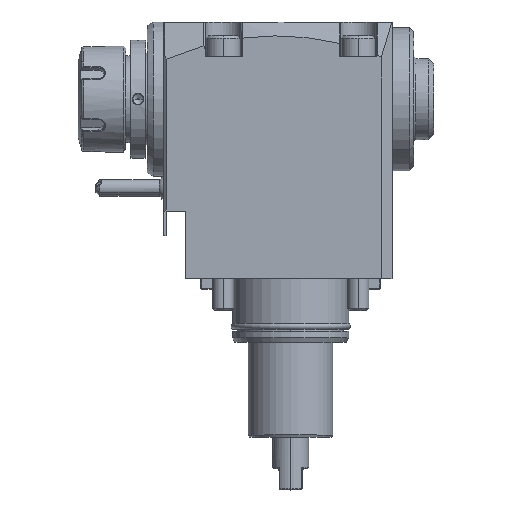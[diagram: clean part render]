
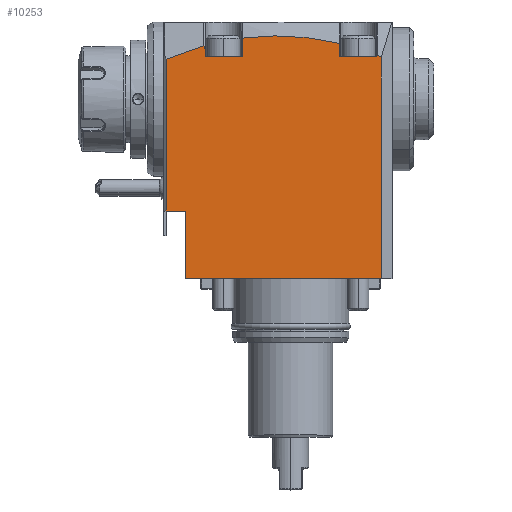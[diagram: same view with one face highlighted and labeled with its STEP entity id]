
A CAD part, top view. The second image highlights one B-rep face of the part: STEP entity #10253.
In plain terms, the highlighted planar face has unit normal (0, 0, 1).
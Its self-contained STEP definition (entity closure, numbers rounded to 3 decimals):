
#2205=DIRECTION('',(0.,1.,0.));
#2206=VECTOR('',#2205,104.954);
#2207=CARTESIAN_POINT('',(103.,0.,42.5));
#2208=LINE('',#2207,#2206);
#2222=CARTESIAN_POINT('',(103.,104.954,42.5));
#2236=DIRECTION('',(-1.,0.,0.));
#2237=VECTOR('',#2236,93.);
#2238=CARTESIAN_POINT('',(103.,0.,42.5));
#2239=LINE('',#2238,#2237);
#2759=DIRECTION('',(0.,1.,0.));
#2760=VECTOR('',#2759,32.);
#2761=CARTESIAN_POINT('',(10.,0.,42.5));
#2762=LINE('',#2761,#2760);
#2763=DIRECTION('',(1.,0.,0.));
#2764=VECTOR('',#2763,9.);
#2765=CARTESIAN_POINT('',(1.,32.,42.5));
#2766=LINE('',#2765,#2764);
#2767=DIRECTION('',(0.,1.,0.));
#2768=VECTOR('',#2767,71.4);
#2769=CARTESIAN_POINT('',(1.,32.5,42.5));
#2770=LINE('',#2769,#2768);
#2771=CARTESIAN_POINT('',(18.964,110.187,42.5));
#2772=CARTESIAN_POINT('',(12.837,108.491,42.5));
#2773=CARTESIAN_POINT('',(6.855,106.378,42.5));
#2774=CARTESIAN_POINT('',(1.,103.9,42.5));
#2776=DIRECTION('',(-0.268,0.963,0.));
#2777=VECTOR('',#2776,2.);
#2778=CARTESIAN_POINT('',(19.5,108.26,42.5));
#2779=LINE('',#2778,#2777);
#2780=DIRECTION('',(0.,-1.,0.));
#2781=VECTOR('',#2780,3.26);
#2782=CARTESIAN_POINT('',(19.5,108.26,42.5));
#2783=LINE('',#2782,#2781);
#2784=DIRECTION('',(0.,-1.,0.));
#2785=VECTOR('',#2784,8.865);
#2786=CARTESIAN_POINT('',(37.,113.865,42.5));
#2787=LINE('',#2786,#2785);
#2788=CARTESIAN_POINT('',(37.,113.865,42.5));
#2789=CARTESIAN_POINT('',(52.484,115.895,42.5));
#2790=CARTESIAN_POINT('',(67.814,115.013,42.5));
#2791=CARTESIAN_POINT('',(83.,111.373,42.5));
#2793=DIRECTION('',(0.,1.,0.));
#2794=VECTOR('',#2793,6.373);
#2795=CARTESIAN_POINT('',(83.,105.,42.5));
#2796=LINE('',#2795,#2794);
#2797=DIRECTION('',(-0.275,-0.961,0.));
#2798=VECTOR('',#2797,0.752);
#2799=CARTESIAN_POINT('',(101.05,105.723,42.5));
#2800=LINE('',#2799,#2798);
#2801=CARTESIAN_POINT('',(101.05,105.723,42.5));
#2802=CARTESIAN_POINT('',(101.702,105.471,42.5));
#2803=CARTESIAN_POINT('',(102.352,105.215,42.5));
#2804=CARTESIAN_POINT('',(103.,104.954,42.5));
#2806=DIRECTION('',(0.,1.,0.));
#2807=VECTOR('',#2806,0.5);
#2808=CARTESIAN_POINT('',(1.,32.,42.5));
#2809=LINE('',#2808,#2807);
#2830=CARTESIAN_POINT('',(1.,103.9,42.5));
#3084=DIRECTION('',(-1.,0.,0.));
#3085=VECTOR('',#3084,17.843);
#3086=CARTESIAN_POINT('',(100.843,105.,42.5));
#3087=LINE('',#3086,#3085);
#3128=CARTESIAN_POINT('',(37.,113.865,42.5));
#3146=DIRECTION('',(-1.,0.,0.));
#3147=VECTOR('',#3146,17.5);
#3148=CARTESIAN_POINT('',(37.,105.,42.5));
#3149=LINE('',#3148,#3147);
#5099=CARTESIAN_POINT('',(19.5,105.,42.5));
#5100=VERTEX_POINT('',#5099);
#5103=VERTEX_POINT('',#2830);
#5117=VERTEX_POINT('',#2222);
#5126=CARTESIAN_POINT('',(19.5,108.26,42.5));
#5127=CARTESIAN_POINT('',(18.964,110.187,42.5));
#5128=VERTEX_POINT('',#5126);
#5129=VERTEX_POINT('',#5127);
#5130=CARTESIAN_POINT('',(101.05,105.723,42.5));
#5131=VERTEX_POINT('',#5130);
#5133=VERTEX_POINT('',#3128);
#5134=CARTESIAN_POINT('',(37.,105.,42.5));
#5135=VERTEX_POINT('',#5134);
#5156=VERTEX_POINT('',#2791);
#5167=CARTESIAN_POINT('',(100.843,105.,42.5));
#5168=VERTEX_POINT('',#5167);
#5174=CARTESIAN_POINT('',(83.,105.,42.5));
#5176=VERTEX_POINT('',#5174);
#5766=CARTESIAN_POINT('',(103.,0.,42.5));
#5767=VERTEX_POINT('',#5766);
#5817=CARTESIAN_POINT('',(10.,0.,42.5));
#5819=VERTEX_POINT('',#5817);
#5820=CARTESIAN_POINT('',(1.,32.,42.5));
#5821=CARTESIAN_POINT('',(10.,32.,42.5));
#5822=VERTEX_POINT('',#5820);
#5823=VERTEX_POINT('',#5821);
#5873=CARTESIAN_POINT('',(1.,32.5,42.5));
#5875=VERTEX_POINT('',#5873);
#10218=CARTESIAN_POINT('',(0.,121.5,42.5));
#10219=DIRECTION('',(0.,0.,1.));
#10220=DIRECTION('',(0.,-1.,0.));
#10221=AXIS2_PLACEMENT_3D('',#10218,#10219,#10220);
#10222=PLANE('',#10221);
#10223=ORIENTED_EDGE('',*,*,#9368,.F.);
#10224=ORIENTED_EDGE('',*,*,#9389,.T.);
#10225=ORIENTED_EDGE('',*,*,#10211,.T.);
#10226=ORIENTED_EDGE('',*,*,#10200,.F.);
#10228=ORIENTED_EDGE('',*,*,#10227,.T.);
#10230=ORIENTED_EDGE('',*,*,#10229,.T.);
#10232=ORIENTED_EDGE('',*,*,#10231,.F.);
#10234=ORIENTED_EDGE('',*,*,#10233,.F.);
#10236=ORIENTED_EDGE('',*,*,#10235,.T.);
#10238=ORIENTED_EDGE('',*,*,#10237,.F.);
#10240=ORIENTED_EDGE('',*,*,#10239,.F.);
#10242=ORIENTED_EDGE('',*,*,#10241,.T.);
#10244=ORIENTED_EDGE('',*,*,#10243,.F.);
#10246=ORIENTED_EDGE('',*,*,#10245,.F.);
#10248=ORIENTED_EDGE('',*,*,#10247,.F.);
#10250=ORIENTED_EDGE('',*,*,#10249,.T.);
#10251=EDGE_LOOP('',(#10223,#10224,#10225,#10226,#10228,#10230,#10232,#10234,
#10236,#10238,#10240,#10242,#10244,#10246,#10248,#10250));
#10252=FACE_OUTER_BOUND('',#10251,.F.);
#2775=B_SPLINE_CURVE_WITH_KNOTS('',3,(#2771,#2772,#2773,#2774),.UNSPECIFIED.,
.F.,.F.,(4,4),(0.,1.),.UNSPECIFIED.);
#2792=B_SPLINE_CURVE_WITH_KNOTS('',3,(#2788,#2789,#2790,#2791),.UNSPECIFIED.,
.F.,.F.,(4,4),(0.,1.),.UNSPECIFIED.);
#2805=B_SPLINE_CURVE_WITH_KNOTS('',3,(#2801,#2802,#2803,#2804),.UNSPECIFIED.,
.F.,.F.,(4,4),(0.,1.),.UNSPECIFIED.);
#9368=EDGE_CURVE('',#5767,#5117,#2208,.T.);
#9389=EDGE_CURVE('',#5767,#5819,#2239,.T.);
#10200=EDGE_CURVE('',#5822,#5823,#2766,.T.);
#10211=EDGE_CURVE('',#5819,#5823,#2762,.T.);
#10227=EDGE_CURVE('',#5822,#5875,#2809,.T.);
#10229=EDGE_CURVE('',#5875,#5103,#2770,.T.);
#10231=EDGE_CURVE('',#5129,#5103,#2775,.T.);
#10233=EDGE_CURVE('',#5128,#5129,#2779,.T.);
#10235=EDGE_CURVE('',#5128,#5100,#2783,.T.);
#10237=EDGE_CURVE('',#5135,#5100,#3149,.T.);
#10239=EDGE_CURVE('',#5133,#5135,#2787,.T.);
#10241=EDGE_CURVE('',#5133,#5156,#2792,.T.);
#10243=EDGE_CURVE('',#5176,#5156,#2796,.T.);
#10245=EDGE_CURVE('',#5168,#5176,#3087,.T.);
#10247=EDGE_CURVE('',#5131,#5168,#2800,.T.);
#10249=EDGE_CURVE('',#5131,#5117,#2805,.T.);
#10253=ADVANCED_FACE('',(#10252),#10222,.T.);
